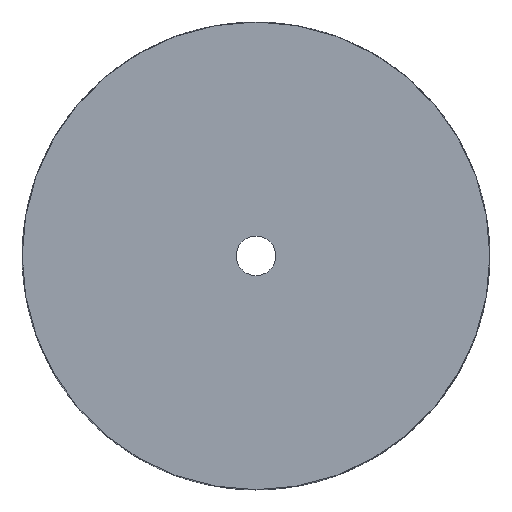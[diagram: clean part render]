
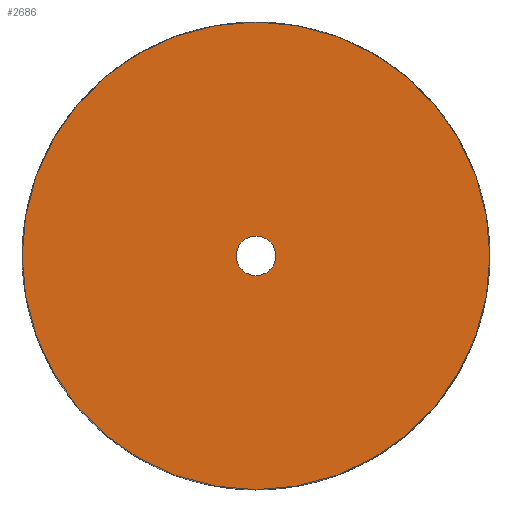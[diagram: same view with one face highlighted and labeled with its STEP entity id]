
A CAD part, top view. The second image highlights one B-rep face of the part: STEP entity #2686.
In plain terms, the highlighted planar face has unit normal (0, 0, 1).
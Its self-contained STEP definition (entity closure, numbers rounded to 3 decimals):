
#16=FACE_BOUND('',#354,.T.);
#19=PLANE('',#2993);
#224=FACE_OUTER_BOUND('',#353,.T.);
#353=EDGE_LOOP('',(#2489));
#354=EDGE_LOOP('',(#2490));
#515=CIRCLE('',#2979,18.733);
#523=CIRCLE('',#2992,1.588);
#1125=VERTEX_POINT('',#6665);
#1134=VERTEX_POINT('',#6778);
#1571=EDGE_CURVE('',#1125,#1125,#515,.T.);
#1586=EDGE_CURVE('',#1134,#1134,#523,.T.);
#2489=ORIENTED_EDGE('',*,*,#1571,.T.);
#2490=ORIENTED_EDGE('',*,*,#1586,.T.);
#2686=ADVANCED_FACE('',(#224,#16),#19,.T.);
#2979=AXIS2_PLACEMENT_3D('',#6666,#3550,#3551);
#2992=AXIS2_PLACEMENT_3D('',#6779,#3579,#3580);
#2993=AXIS2_PLACEMENT_3D('',#6781,#3582,#3583);
#3550=DIRECTION('center_axis',(0.,0.,1.));
#3551=DIRECTION('ref_axis',(1.,0.,0.));
#3579=DIRECTION('center_axis',(0.,0.,-1.));
#3580=DIRECTION('ref_axis',(1.,0.,0.));
#3582=DIRECTION('center_axis',(0.,0.,1.));
#3583=DIRECTION('ref_axis',(1.,0.,0.));
#6665=CARTESIAN_POINT('',(-18.733,0.,14.));
#6666=CARTESIAN_POINT('Origin',(0.,0.,14.));
#6778=CARTESIAN_POINT('',(-1.588,0.,14.));
#6779=CARTESIAN_POINT('Origin',(0.,0.,14.));
#6781=CARTESIAN_POINT('Origin',(0.,0.,14.));
